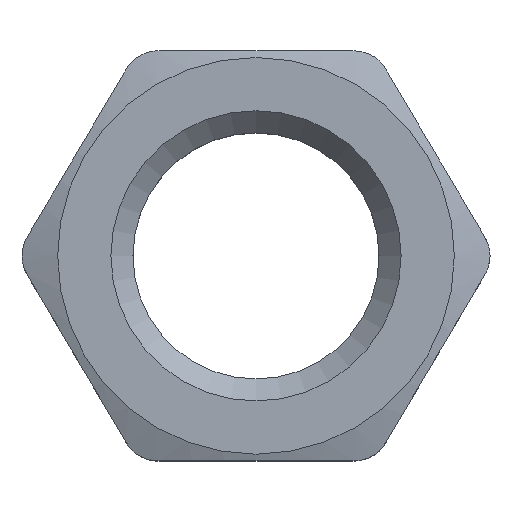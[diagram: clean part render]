
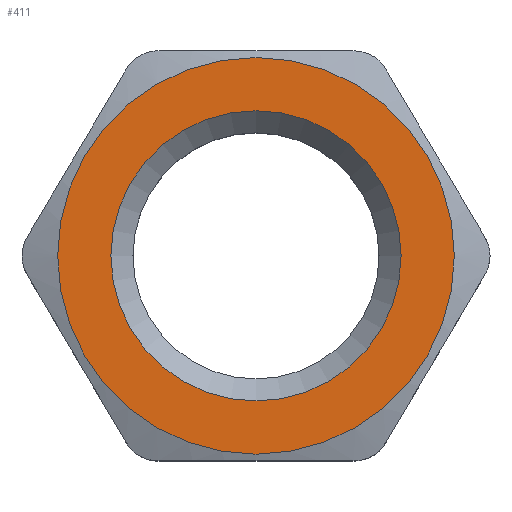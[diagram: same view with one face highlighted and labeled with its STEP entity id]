
A CAD part, top view. The second image highlights one B-rep face of the part: STEP entity #411.
In plain terms, the highlighted planar face has unit normal (0, 0, 1).
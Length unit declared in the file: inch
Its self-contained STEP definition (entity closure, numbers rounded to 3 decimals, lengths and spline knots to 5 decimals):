
#69=PLANE($,#450);
#90=FACE_BOUND($,#139,.T.);
#106=FACE_OUTER_BOUND($,#138,.T.);
#138=EDGE_LOOP($,(#295));
#139=EDGE_LOOP($,(#296));
#178=CIRCLE($,#449,0.1975);
#179=CIRCLE($,#451,0.26993);
#193=VERTEX_POINT($,#597);
#194=VERTEX_POINT($,#600);
#236=EDGE_CURVE($,#193,#193,#178,.T.);
#237=EDGE_CURVE($,#194,#194,#179,.T.);
#295=ORIENTED_EDGE($,*,*,#237,.F.);
#296=ORIENTED_EDGE($,*,*,#236,.F.);
#411=ADVANCED_FACE($,(#106,#90),#69,.F.);
#449=AXIS2_PLACEMENT_3D($,#598,#502,#503);
#450=AXIS2_PLACEMENT_3D($,#599,#504,#505);
#451=AXIS2_PLACEMENT_3D($,#601,#506,#507);
#502=DIRECTION('center_axis',(0.,0.,1.));
#503=DIRECTION('ref_axis',(-1.,0.,0.));
#504=DIRECTION('center_axis',(0.,0.,-1.));
#505=DIRECTION('ref_axis',(-1.,0.,0.));
#506=DIRECTION('center_axis',(0.,0.,-1.));
#507=DIRECTION('ref_axis',(-1.,0.,0.));
#597=CARTESIAN_POINT('',(0.1975,0.,0.21875));
#598=CARTESIAN_POINT('Origin',(0.,0.,0.21875));
#599=CARTESIAN_POINT('Origin',(0.,0.55357,
0.21875));
#600=CARTESIAN_POINT('',(-0.26993,0.,0.21875));
#601=CARTESIAN_POINT('Origin',(0.,0.,0.21875));
